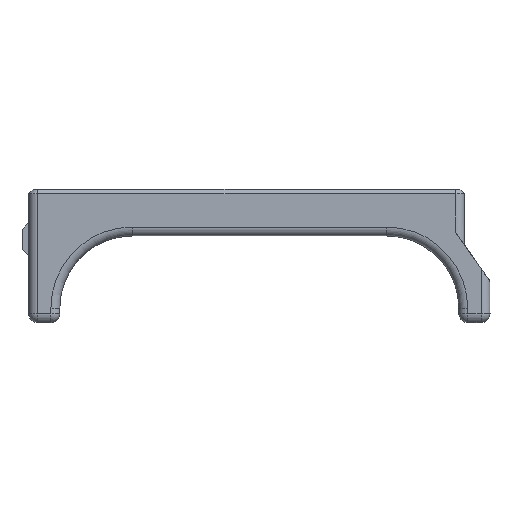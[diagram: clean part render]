
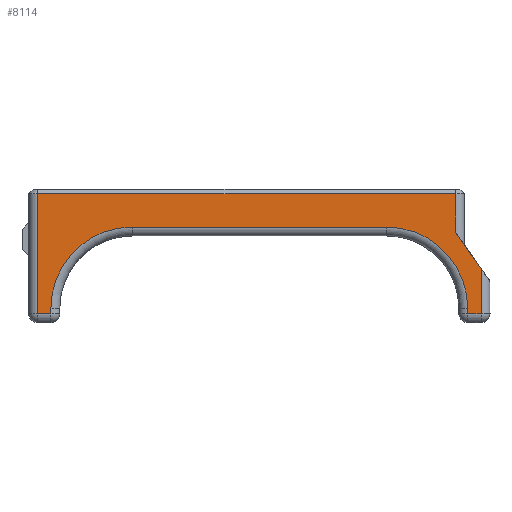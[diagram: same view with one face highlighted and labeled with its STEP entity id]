
A CAD part, left-side view. The second image highlights one B-rep face of the part: STEP entity #8114.
In plain terms, the highlighted planar face has unit normal (-1, 0, 0).
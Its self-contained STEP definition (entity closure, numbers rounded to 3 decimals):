
#440=CIRCLE('',#8822,7.3);
#460=CIRCLE('',#8847,7.3);
#931=FACE_OUTER_BOUND('',#1418,.T.);
#1418=EDGE_LOOP('',(#6595,#6596,#6597,#6598,#6599,#6600,#6601,#6602,#6603,
#6604,#6605,#6606));
#2113=LINE('',#13270,#2916);
#2115=LINE('',#13282,#2918);
#2160=LINE('',#13459,#2963);
#2161=LINE('',#13461,#2964);
#2162=LINE('',#13463,#2965);
#2163=LINE('',#13465,#2966);
#2164=LINE('',#13467,#2967);
#2165=LINE('',#13469,#2968);
#2166=LINE('',#13471,#2969);
#2167=LINE('',#13472,#2970);
#2916=VECTOR('',#10576,10.);
#2918=VECTOR('',#10592,10.);
#2963=VECTOR('',#10727,10.);
#2964=VECTOR('',#10728,10.);
#2965=VECTOR('',#10729,10.);
#2966=VECTOR('',#10730,10.);
#2967=VECTOR('',#10731,10.);
#2968=VECTOR('',#10732,1000.);
#2969=VECTOR('',#10733,10.);
#2970=VECTOR('',#10734,10.);
#3753=VERTEX_POINT('',#13266);
#3755=VERTEX_POINT('',#13269);
#3757=VERTEX_POINT('',#13275);
#3758=VERTEX_POINT('',#13280);
#3793=VERTEX_POINT('',#13358);
#3814=VERTEX_POINT('',#13458);
#3815=VERTEX_POINT('',#13460);
#3816=VERTEX_POINT('',#13462);
#3817=VERTEX_POINT('',#13464);
#3818=VERTEX_POINT('',#13466);
#3819=VERTEX_POINT('',#13468);
#3820=VERTEX_POINT('',#13470);
#4711=EDGE_CURVE('',#3755,#3753,#2113,.T.);
#4716=EDGE_CURVE('',#3757,#3755,#440,.T.);
#4718=EDGE_CURVE('',#3758,#3757,#2115,.T.);
#4757=EDGE_CURVE('',#3753,#3793,#460,.T.);
#4792=EDGE_CURVE('',#3793,#3814,#2160,.T.);
#4793=EDGE_CURVE('',#3814,#3815,#2161,.T.);
#4794=EDGE_CURVE('',#3815,#3816,#2162,.T.);
#4795=EDGE_CURVE('',#3817,#3816,#2163,.T.);
#4796=EDGE_CURVE('',#3817,#3818,#2164,.T.);
#4797=EDGE_CURVE('',#3819,#3818,#2165,.T.);
#4798=EDGE_CURVE('',#3819,#3820,#2166,.T.);
#4799=EDGE_CURVE('',#3820,#3758,#2167,.T.);
#6595=ORIENTED_EDGE('',*,*,#4718,.T.);
#6596=ORIENTED_EDGE('',*,*,#4716,.T.);
#6597=ORIENTED_EDGE('',*,*,#4711,.T.);
#6598=ORIENTED_EDGE('',*,*,#4757,.T.);
#6599=ORIENTED_EDGE('',*,*,#4792,.T.);
#6600=ORIENTED_EDGE('',*,*,#4793,.T.);
#6601=ORIENTED_EDGE('',*,*,#4794,.T.);
#6602=ORIENTED_EDGE('',*,*,#4795,.F.);
#6603=ORIENTED_EDGE('',*,*,#4796,.T.);
#6604=ORIENTED_EDGE('',*,*,#4797,.F.);
#6605=ORIENTED_EDGE('',*,*,#4798,.T.);
#6606=ORIENTED_EDGE('',*,*,#4799,.T.);
#7758=PLANE('',#8869);
#8114=ADVANCED_FACE('',(#931),#7758,.F.);
#8822=AXIS2_PLACEMENT_3D('',#13278,#10586,#10587);
#8847=AXIS2_PLACEMENT_3D('',#13360,#10657,#10658);
#8869=AXIS2_PLACEMENT_3D('',#13457,#10725,#10726);
#10576=DIRECTION('',(0.,-1.,0.));
#10586=DIRECTION('center_axis',(1.,0.,0.));
#10587=DIRECTION('ref_axis',(0.,0.707,0.707));
#10592=DIRECTION('',(0.,0.,1.));
#10657=DIRECTION('center_axis',(1.,0.,0.));
#10658=DIRECTION('ref_axis',(0.,-0.707,0.707));
#10725=DIRECTION('center_axis',(1.,0.,0.));
#10726=DIRECTION('ref_axis',(0.,0.,
1.));
#10727=DIRECTION('',(0.,0.,-1.));
#10728=DIRECTION('',(0.,-1.,0.));
#10729=DIRECTION('',(0.,0.,1.));
#10730=DIRECTION('',(0.,-0.574,-0.819));
#10731=DIRECTION('',(0.,0.,1.));
#10732=DIRECTION('',(0.,-1.,0.));
#10733=DIRECTION('',(0.,0.,-1.));
#10734=DIRECTION('',(0.,-1.,0.));
#13266=CARTESIAN_POINT('',(116.308,-107.191,-263.262));
#13269=CARTESIAN_POINT('',(116.308,-84.291,-263.263));
#13270=CARTESIAN_POINT('',(116.308,-95.091,-263.262));
#13275=CARTESIAN_POINT('',(116.308,-76.991,-270.563));
#13278=CARTESIAN_POINT('Origin',(116.308,-84.291,-270.563));
#13280=CARTESIAN_POINT('',(116.308,-76.991,-271.063));
#13282=CARTESIAN_POINT('',(116.308,-76.991,-268.863));
#13358=CARTESIAN_POINT('',(116.308,-114.491,-270.562));
#13360=CARTESIAN_POINT('Origin',(116.308,-107.191,-270.562));
#13457=CARTESIAN_POINT('Origin',(116.308,-94.741,-265.862));
#13458=CARTESIAN_POINT('',(116.308,-114.491,-271.062));
#13459=CARTESIAN_POINT('',(116.308,-114.491,-268.262));
#13460=CARTESIAN_POINT('',(116.308,-115.691,-271.062));
#13461=CARTESIAN_POINT('',(116.308,-103.716,-271.062));
#13462=CARTESIAN_POINT('',(116.308,-115.691,-267.005));
#13463=CARTESIAN_POINT('',(116.308,-115.691,-268.862));
#13464=CARTESIAN_POINT('',(116.308,-113.391,-263.72));
#13465=CARTESIAN_POINT('',(116.308,-112.377,-262.271));
#13466=CARTESIAN_POINT('',(116.308,-113.391,-260.262));
#13467=CARTESIAN_POINT('',(116.308,-113.391,-265.362));
#13468=CARTESIAN_POINT('',(116.308,-75.791,-260.263));
#13469=CARTESIAN_POINT('',(116.308,-103.466,-260.262));
#13470=CARTESIAN_POINT('',(116.308,-75.791,-271.063));
#13471=CARTESIAN_POINT('',(116.308,-75.791,-262.863));
#13472=CARTESIAN_POINT('',(116.308,-84.866,-271.063));
